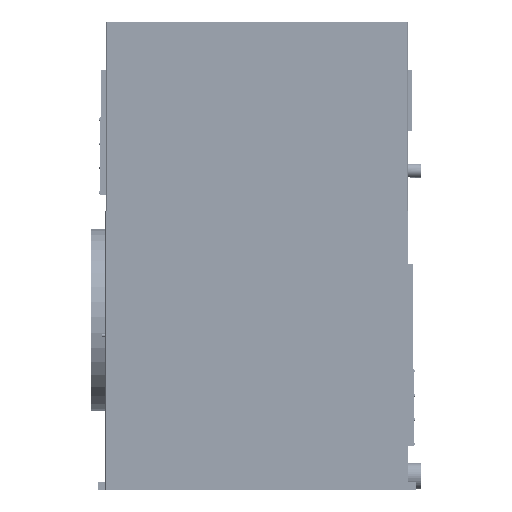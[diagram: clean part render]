
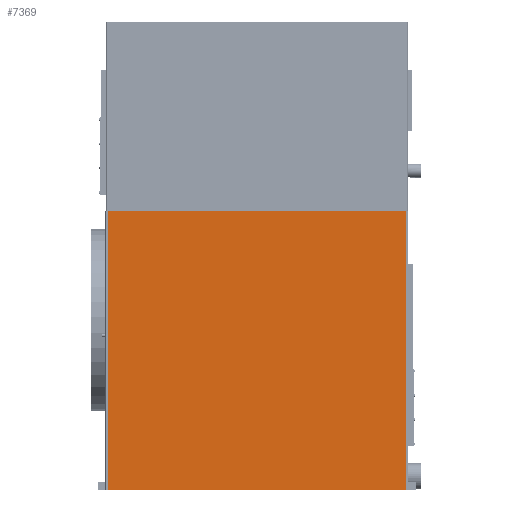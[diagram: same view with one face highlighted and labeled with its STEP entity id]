
A CAD part, front view. The second image highlights one B-rep face of the part: STEP entity #7369.
In plain terms, the highlighted face is planar.
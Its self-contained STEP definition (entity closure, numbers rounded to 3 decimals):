
#7254=DIRECTION('',(0.,-1.,0.));
#7255=VECTOR('',#7254,2297.);
#7256=CARTESIAN_POINT('',(0.,0.,3.));
#7257=LINE('',#7256,#7255);
#7258=DIRECTION('',(-1.,0.,0.));
#7259=VECTOR('',#7258,2460.);
#7260=CARTESIAN_POINT('',(2460.,0.,3.));
#7261=LINE('',#7260,#7259);
#7262=DIRECTION('',(0.,1.,0.));
#7263=VECTOR('',#7262,2297.);
#7264=CARTESIAN_POINT('',(2460.,-2297.,3.));
#7265=LINE('',#7264,#7263);
#7266=DIRECTION('',(1.,0.,0.));
#7267=VECTOR('',#7266,2460.);
#7268=CARTESIAN_POINT('',(0.,-2297.,3.));
#7269=LINE('',#7268,#7267);
#7278=CARTESIAN_POINT('',(0.,0.,3.));
#7279=CARTESIAN_POINT('',(0.,-2297.,3.));
#7280=VERTEX_POINT('',#7278);
#7281=VERTEX_POINT('',#7279);
#7282=CARTESIAN_POINT('',(2460.,-2297.,3.));
#7283=VERTEX_POINT('',#7282);
#7284=CARTESIAN_POINT('',(2460.,0.,3.));
#7285=VERTEX_POINT('',#7284);
#7358=CARTESIAN_POINT('',(0.,0.,3.));
#7359=DIRECTION('',(0.,0.,1.));
#7360=DIRECTION('',(1.,0.,0.));
#7361=AXIS2_PLACEMENT_3D('',#7358,#7359,#7360);
#7362=PLANE('',#7361);
#7363=ORIENTED_EDGE('',*,*,#7310,.F.);
#7364=ORIENTED_EDGE('',*,*,#7325,.F.);
#7365=ORIENTED_EDGE('',*,*,#7339,.F.);
#7366=ORIENTED_EDGE('',*,*,#7352,.F.);
#7367=EDGE_LOOP('',(#7363,#7364,#7365,#7366));
#7368=FACE_OUTER_BOUND('',#7367,.F.);
#7369=ADVANCED_FACE('',(#7368),#7362,.T.);
#7310=EDGE_CURVE('',#7280,#7281,#7257,.T.);
#7325=EDGE_CURVE('',#7285,#7280,#7261,.T.);
#7339=EDGE_CURVE('',#7283,#7285,#7265,.T.);
#7352=EDGE_CURVE('',#7281,#7283,#7269,.T.);
